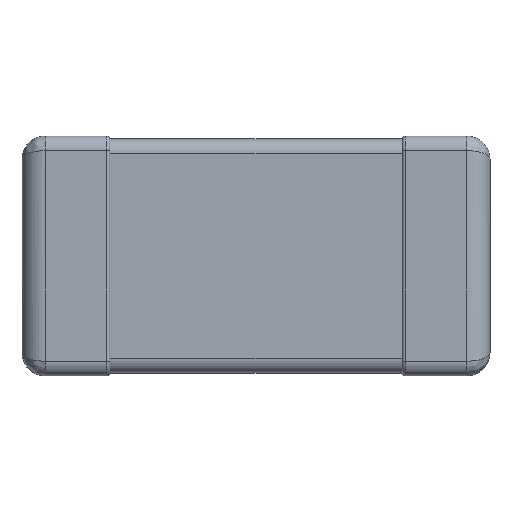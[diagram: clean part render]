
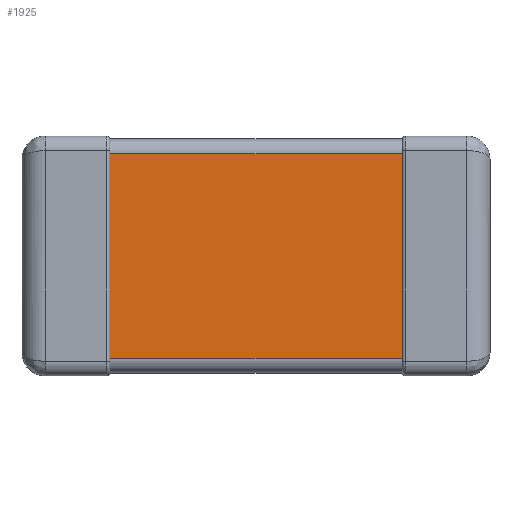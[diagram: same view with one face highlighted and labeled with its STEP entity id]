
A CAD part, top view. The second image highlights one B-rep face of the part: STEP entity #1925.
In plain terms, the highlighted planar face has unit normal (0, 0, 1).
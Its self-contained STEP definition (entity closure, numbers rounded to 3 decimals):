
#20 = CARTESIAN_POINT ( 'NONE',  ( -0.5, -0.4, 0.36 ) ) ;
#24 = ORIENTED_EDGE ( 'NONE', *, *, #1883, .T. ) ;
#184 = LINE ( 'NONE', #2114, #681 ) ;
#185 = ORIENTED_EDGE ( 'NONE', *, *, #511, .T. ) ;
#336 = CARTESIAN_POINT ( 'NONE',  ( 0.5, -0.35, 0.36 ) ) ;
#464 = VECTOR ( 'NONE', #2231, 1000. ) ;
#511 = EDGE_CURVE ( 'NONE', #866, #2560, #821, .T. ) ;
#569 = LINE ( 'NONE', #999, #1076 ) ;
#588 = CARTESIAN_POINT ( 'NONE',  ( -0.5, -0.35, 0.36 ) ) ;
#681 = VECTOR ( 'NONE', #1485, 1000. ) ;
#710 = ORIENTED_EDGE ( 'NONE', *, *, #2556, .T. ) ;
#763 = AXIS2_PLACEMENT_3D ( 'NONE', #798, #2258, #1004 ) ;
#773 = VERTEX_POINT ( 'NONE', #1822 ) ;
#798 = CARTESIAN_POINT ( 'NONE',  ( 0., 0., 0.36 ) ) ;
#821 = LINE ( 'NONE', #20, #1372 ) ;
#866 = VERTEX_POINT ( 'NONE', #2703 ) ;
#999 = CARTESIAN_POINT ( 'NONE',  ( 0., -0.35, 0.36 ) ) ;
#1004 = DIRECTION ( 'NONE',  ( 1., 0., 0. ) ) ;
#1076 = VECTOR ( 'NONE', #1647, 1000. ) ;
#1372 = VECTOR ( 'NONE', #1916, 1000. ) ;
#1485 = DIRECTION ( 'NONE',  ( 0., 1., 0. ) ) ;
#1556 = EDGE_LOOP ( 'NONE', ( #185, #710, #2497, #24 ) ) ;
#1623 = PLANE ( 'NONE',  #763 ) ;
#1647 = DIRECTION ( 'NONE',  ( 1., 0., 0. ) ) ;
#1822 = CARTESIAN_POINT ( 'NONE',  ( 0.5, 0.35, 0.36 ) ) ;
#1883 = EDGE_CURVE ( 'NONE', #773, #866, #2696, .T. ) ;
#1910 = VERTEX_POINT ( 'NONE', #336 ) ;
#1916 = DIRECTION ( 'NONE',  ( 0., -1., 0. ) ) ;
#1925 = ADVANCED_FACE ( 'NONE', ( #2626 ), #1623, .T. ) ;
#2014 = CARTESIAN_POINT ( 'NONE',  ( 0., 0.35, 0.36 ) ) ;
#2114 = CARTESIAN_POINT ( 'NONE',  ( 0.5, -0.4, 0.36 ) ) ;
#2231 = DIRECTION ( 'NONE',  ( -1., 0., 0. ) ) ;
#2258 = DIRECTION ( 'NONE',  ( 0., 0., 1. ) ) ;
#2283 = EDGE_CURVE ( 'NONE', #1910, #773, #184, .T. ) ;
#2497 = ORIENTED_EDGE ( 'NONE', *, *, #2283, .T. ) ;
#2556 = EDGE_CURVE ( 'NONE', #2560, #1910, #569, .T. ) ;
#2560 = VERTEX_POINT ( 'NONE', #588 ) ;
#2626 = FACE_OUTER_BOUND ( 'NONE', #1556, .T. ) ;
#2696 = LINE ( 'NONE', #2014, #464 ) ;
#2703 = CARTESIAN_POINT ( 'NONE',  ( -0.5, 0.35, 0.36 ) ) ;
